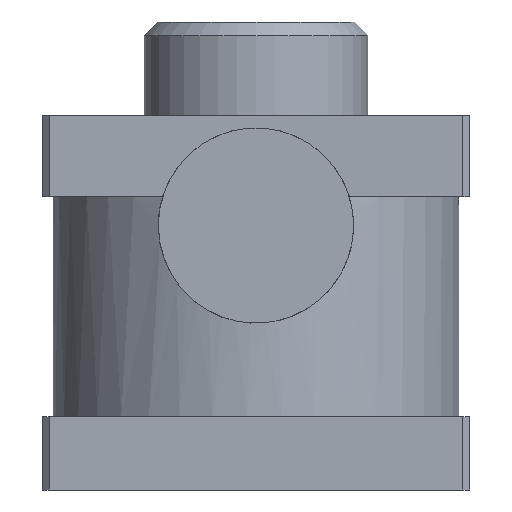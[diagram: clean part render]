
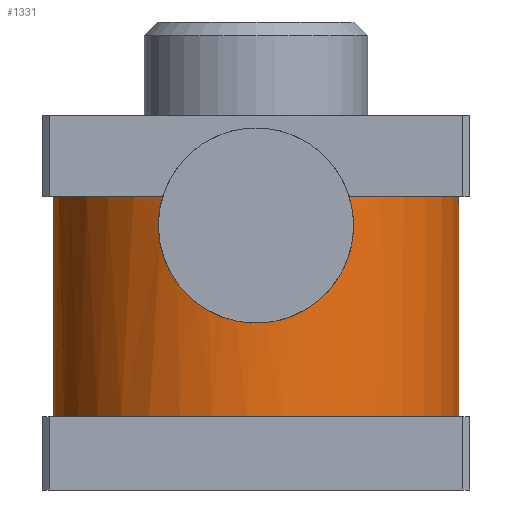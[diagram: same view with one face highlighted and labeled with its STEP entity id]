
A CAD part, front view. The second image highlights one B-rep face of the part: STEP entity #1331.
In plain terms, the highlighted cylindrical face has radius 50 mm (diameter 100 mm), a full revolution.
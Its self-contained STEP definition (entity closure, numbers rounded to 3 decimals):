
#789=CARTESIAN_POINT('',(22.962,8.084,72.));
#790=VERTEX_POINT('',#789);
#806=CARTESIAN_POINT('',(-22.962,8.084,72.));
#807=VERTEX_POINT('',#806);
#814=CARTESIAN_POINT('',(22.962,8.084,72.));
#815=CARTESIAN_POINT('',(23.195,8.205,71.235));
#816=CARTESIAN_POINT('',(23.39,8.308,70.458));
#817=CARTESIAN_POINT('',(23.855,8.556,68.116));
#818=CARTESIAN_POINT('',(24.005,8.639,66.537));
#819=CARTESIAN_POINT('',(24.005,8.639,65.0));
#820=CARTESIAN_POINT('',(24.005,8.639,63.463));
#821=CARTESIAN_POINT('',(23.855,8.556,61.884));
#822=CARTESIAN_POINT('',(23.235,8.225,58.761));
#823=CARTESIAN_POINT('',(22.764,7.978,57.217));
#824=CARTESIAN_POINT('',(21.533,7.369,54.27));
#825=CARTESIAN_POINT('',(20.77,7.008,52.864));
#826=CARTESIAN_POINT('',(19.018,6.248,50.268));
#827=CARTESIAN_POINT('',(18.027,5.849,49.079));
#828=CARTESIAN_POINT('',(15.923,5.09,46.975));
#829=CARTESIAN_POINT('',(14.735,4.702,45.985));
#830=CARTESIAN_POINT('',(12.139,3.977,44.231));
#831=CARTESIAN_POINT('',(10.731,3.642,43.468));
#832=CARTESIAN_POINT('',(7.78,3.086,42.235));
#833=CARTESIAN_POINT('',(6.235,2.865,41.764));
#834=CARTESIAN_POINT('',(3.111,2.572,41.144));
#835=CARTESIAN_POINT('',(1.533,2.5,40.995));
#836=CARTESIAN_POINT('',(-1.533,2.5,40.995));
#837=CARTESIAN_POINT('',(-3.111,2.572,41.144));
#838=CARTESIAN_POINT('',(-6.235,2.865,41.764));
#839=CARTESIAN_POINT('',(-7.78,3.086,42.235));
#840=CARTESIAN_POINT('',(-10.731,3.642,43.468));
#841=CARTESIAN_POINT('',(-12.139,3.977,44.231));
#842=CARTESIAN_POINT('',(-14.735,4.702,45.985));
#843=CARTESIAN_POINT('',(-15.923,5.09,46.975));
#844=CARTESIAN_POINT('',(-18.027,5.849,49.079));
#845=CARTESIAN_POINT('',(-19.018,6.248,50.268));
#846=CARTESIAN_POINT('',(-20.77,7.008,52.864));
#847=CARTESIAN_POINT('',(-21.533,7.369,54.27));
#848=CARTESIAN_POINT('',(-22.764,7.978,57.217));
#849=CARTESIAN_POINT('',(-23.235,8.225,58.761));
#850=CARTESIAN_POINT('',(-23.855,8.556,61.884));
#851=CARTESIAN_POINT('',(-24.005,8.639,63.463));
#852=CARTESIAN_POINT('',(-24.005,8.639,66.537));
#853=CARTESIAN_POINT('',(-23.855,8.556,68.116));
#854=CARTESIAN_POINT('',(-23.39,8.308,70.458));
#855=CARTESIAN_POINT('',(-23.195,8.205,71.235));
#856=CARTESIAN_POINT('',(-22.962,8.084,72.));
#857=B_SPLINE_CURVE_WITH_KNOTS('',3,(#814,#815,#816,#817,#818,#819,#820,#821,#822,#823,#824,#825,#826,#827,#828,#829,#830,#831,#832,#833,#834,#835,#836,#837,#838,#839,#840,#841,#842,#843,#844,#845,#846,#847,#848,#849,#850,#851,#852,#853,#854,#855,#856),.UNSPECIFIED.,.F.,.U.,(4,2,3,2,2,2,2,2,2,2,2,2,2,2,2,2,2,2,2,2,4),(-0.692,-0.461,0.0,0.461,0.922,1.383,1.844,2.304,2.764,3.224,3.684,4.144,4.604,5.064,5.524,5.985,6.447,6.908,7.369,7.83,8.06),.UNSPECIFIED.);
#858=EDGE_CURVE('',#790,#807,#857,.T.);
#876=CARTESIAN_POINT('',(22.962,96.916,72.));
#877=VERTEX_POINT('',#876);
#886=CARTESIAN_POINT('',(-22.962,96.916,72.));
#887=VERTEX_POINT('',#886);
#888=CARTESIAN_POINT('',(-22.962,96.916,72.));
#889=CARTESIAN_POINT('',(-23.195,96.795,71.235));
#890=CARTESIAN_POINT('',(-23.39,96.692,70.458));
#891=CARTESIAN_POINT('',(-23.855,96.444,68.116));
#892=CARTESIAN_POINT('',(-24.005,96.361,66.537));
#893=CARTESIAN_POINT('',(-24.005,96.361,63.463));
#894=CARTESIAN_POINT('',(-23.855,96.444,61.884));
#895=CARTESIAN_POINT('',(-23.235,96.775,58.761));
#896=CARTESIAN_POINT('',(-22.764,97.022,57.217));
#897=CARTESIAN_POINT('',(-21.533,97.631,54.27));
#898=CARTESIAN_POINT('',(-20.77,97.992,52.864));
#899=CARTESIAN_POINT('',(-19.018,98.752,50.268));
#900=CARTESIAN_POINT('',(-18.027,99.151,49.079));
#901=CARTESIAN_POINT('',(-15.923,99.91,46.975));
#902=CARTESIAN_POINT('',(-14.735,100.298,45.985));
#903=CARTESIAN_POINT('',(-12.139,101.023,44.231));
#904=CARTESIAN_POINT('',(-10.731,101.358,43.468));
#905=CARTESIAN_POINT('',(-7.78,101.914,42.235));
#906=CARTESIAN_POINT('',(-6.235,102.135,41.764));
#907=CARTESIAN_POINT('',(-3.111,102.428,41.144));
#908=CARTESIAN_POINT('',(-1.533,102.5,40.995));
#909=CARTESIAN_POINT('',(1.533,102.5,40.995));
#910=CARTESIAN_POINT('',(3.111,102.428,41.144));
#911=CARTESIAN_POINT('',(6.235,102.135,41.764));
#912=CARTESIAN_POINT('',(7.78,101.914,42.235));
#913=CARTESIAN_POINT('',(10.731,101.358,43.468));
#914=CARTESIAN_POINT('',(12.139,101.023,44.231));
#915=CARTESIAN_POINT('',(14.735,100.298,45.985));
#916=CARTESIAN_POINT('',(15.923,99.91,46.975));
#917=CARTESIAN_POINT('',(18.027,99.151,49.079));
#918=CARTESIAN_POINT('',(19.018,98.752,50.268));
#919=CARTESIAN_POINT('',(20.77,97.992,52.864));
#920=CARTESIAN_POINT('',(21.533,97.631,54.27));
#921=CARTESIAN_POINT('',(22.764,97.022,57.217));
#922=CARTESIAN_POINT('',(23.235,96.775,58.761));
#923=CARTESIAN_POINT('',(23.855,96.444,61.884));
#924=CARTESIAN_POINT('',(24.005,96.361,63.463));
#925=CARTESIAN_POINT('',(24.005,96.361,65.0));
#926=CARTESIAN_POINT('',(24.005,96.361,66.537));
#927=CARTESIAN_POINT('',(23.855,96.444,68.116));
#928=CARTESIAN_POINT('',(23.39,96.692,70.458));
#929=CARTESIAN_POINT('',(23.195,96.795,71.235));
#930=CARTESIAN_POINT('',(22.962,96.916,72.));
#931=B_SPLINE_CURVE_WITH_KNOTS('',3,(#888,#889,#890,#891,#892,#893,#894,#895,#896,#897,#898,#899,#900,#901,#902,#903,#904,#905,#906,#907,#908,#909,#910,#911,#912,#913,#914,#915,#916,#917,#918,#919,#920,#921,#922,#923,#924,#925,#926,#927,#928,#929,#930),.UNSPECIFIED.,.F.,.U.,(4,2,2,2,2,2,2,2,2,2,2,2,2,2,2,2,2,2,3,2,4),(-8.06,-7.83,-7.369,-6.908,-6.447,-5.985,-5.524,-5.064,-4.604,-4.144,-3.684,-3.224,-2.764,-2.304,-1.844,-1.383,-0.922,-0.461,0.0,0.461,0.692),.UNSPECIFIED.);
#932=EDGE_CURVE('',#887,#877,#931,.T.);
#1005=CARTESIAN_POINT('',(0.0,52.5,72.));
#1006=DIRECTION('',(0.0,0.0,-1.0));
#1007=DIRECTION('',(1.0,0.0,0.0));
#1008=AXIS2_PLACEMENT_3D('',#1005,#1006,#1007);
#1009=CIRCLE('',#1008,50.0);
#1010=EDGE_CURVE('',#807,#887,#1009,.T.);
#1091=CARTESIAN_POINT('',(0.0,52.5,72.));
#1092=DIRECTION('',(0.0,0.0,-1.0));
#1093=DIRECTION('',(1.0,0.0,0.0));
#1094=AXIS2_PLACEMENT_3D('',#1091,#1092,#1093);
#1095=CIRCLE('',#1094,50.0);
#1096=EDGE_CURVE('',#877,#790,#1095,.T.);
#1309=CARTESIAN_POINT('',(0.0,52.5,45.5));
#1310=DIRECTION('',(0.0,0.0,1.0));
#1311=DIRECTION('',(1.0,0.0,0.0));
#1312=AXIS2_PLACEMENT_3D('',#1309,#1310,#1311);
#1313=CYLINDRICAL_SURFACE('',#1312,50.0);
#1314=ORIENTED_EDGE('',*,*,#932,.T.);
#1315=ORIENTED_EDGE('',*,*,#1096,.T.);
#1316=ORIENTED_EDGE('',*,*,#858,.T.);
#1317=ORIENTED_EDGE('',*,*,#1010,.T.);
#1318=EDGE_LOOP('',(#1314,#1315,#1316,#1317));
#1319=FACE_OUTER_BOUND('',#1318,.T.);
#1320=CARTESIAN_POINT('',(-50.0,52.5,18.));
#1321=VERTEX_POINT('',#1320);
#1322=CARTESIAN_POINT('',(0.0,52.5,18.0));
#1323=DIRECTION('',(0.0,0.0,-1.0));
#1324=DIRECTION('',(1.0,0.0,0.0));
#1325=AXIS2_PLACEMENT_3D('',#1322,#1323,#1324);
#1326=CIRCLE('',#1325,50.0);
#1327=EDGE_CURVE('',#1321,#1321,#1326,.T.);
#1328=ORIENTED_EDGE('',*,*,#1327,.F.);
#1329=EDGE_LOOP('',(#1328));
#1330=FACE_BOUND('',#1329,.T.);
#1331=ADVANCED_FACE('',(#1319,#1330),#1313,.T.);
